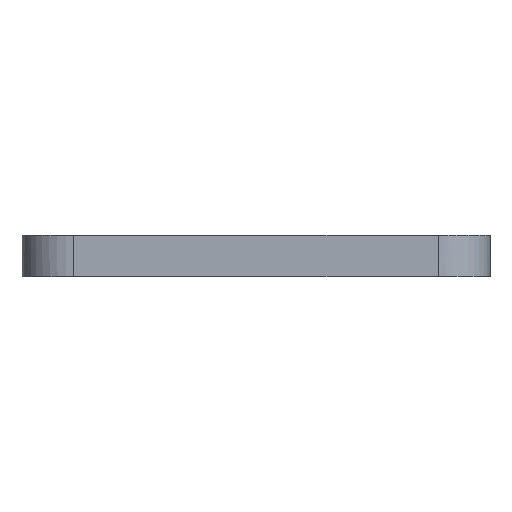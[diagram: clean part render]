
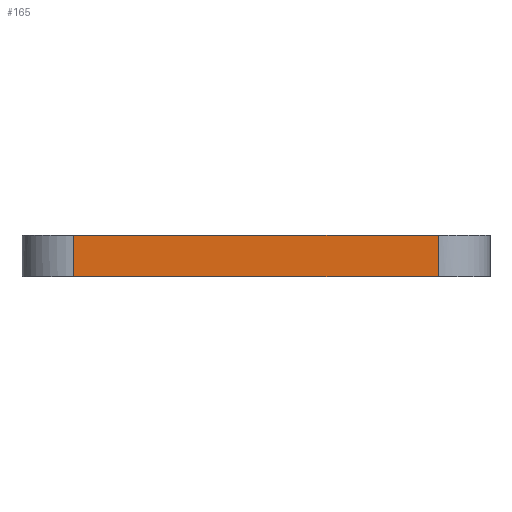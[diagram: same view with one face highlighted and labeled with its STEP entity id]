
A CAD part, front view. The second image highlights one B-rep face of the part: STEP entity #165.
In plain terms, the highlighted free-form (B-spline) face has degree [1, 1] with [2, 2] control points.
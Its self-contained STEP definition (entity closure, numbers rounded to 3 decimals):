
#25 = CARTESIAN_POINT ( 'NONE',  ( -35., -60., -8. ) ) ;
#41 = EDGE_CURVE ( 'NONE', #806, #421, #147, .T. ) ;
#52 = CARTESIAN_POINT ( 'NONE',  ( 35., -60., 0. ) ) ;
#85 = CARTESIAN_POINT ( 'NONE',  ( 35., -60., 0. ) ) ;
#98 = CARTESIAN_POINT ( 'NONE',  ( -35., -60., 0. ) ) ;
#147 = B_SPLINE_CURVE_WITH_KNOTS ( 'NONE', 1,
 ( #247, #182 ),
 .UNSPECIFIED., .F., .F.,
 ( 2, 2 ),
 ( 0., 1. ),
 .UNSPECIFIED. ) ;
#154 = EDGE_CURVE ( 'NONE', #569, #806, #410, .T. ) ;
#165 = ADVANCED_FACE ( 'NONE', ( #221 ), #723, .T. ) ;
#167 = CARTESIAN_POINT ( 'NONE',  ( 35., -60., 0. ) ) ;
#182 = CARTESIAN_POINT ( 'NONE',  ( -35., -60., -8. ) ) ;
#206 = CARTESIAN_POINT ( 'NONE',  ( -35., -60., 0. ) ) ;
#221 = FACE_OUTER_BOUND ( 'NONE', #676, .T. ) ;
#229 = EDGE_CURVE ( 'NONE', #795, #569, #867, .T. ) ;
#247 = CARTESIAN_POINT ( 'NONE',  ( -35., -60., 0. ) ) ;
#258 = ORIENTED_EDGE ( 'NONE', *, *, #229, .T. ) ;
#301 = CARTESIAN_POINT ( 'NONE',  ( -35., -60., 0. ) ) ;
#410 = B_SPLINE_CURVE_WITH_KNOTS ( 'NONE', 1,
 ( #167, #98 ),
 .UNSPECIFIED., .F., .F.,
 ( 2, 2 ),
 ( 0., 1. ),
 .UNSPECIFIED. ) ;
#411 = CARTESIAN_POINT ( 'NONE',  ( -35., -60., -8. ) ) ;
#421 = VERTEX_POINT ( 'NONE', #551 ) ;
#451 = EDGE_CURVE ( 'NONE', #795, #421, #855, .T. ) ;
#551 = CARTESIAN_POINT ( 'NONE',  ( -35., -60., -8. ) ) ;
#569 = VERTEX_POINT ( 'NONE', #606 ) ;
#571 = CARTESIAN_POINT ( 'NONE',  ( 35., -60., -8. ) ) ;
#588 = ORIENTED_EDGE ( 'NONE', *, *, #154, .T. ) ;
#606 = CARTESIAN_POINT ( 'NONE',  ( 35., -60., 0. ) ) ;
#631 = CARTESIAN_POINT ( 'NONE',  ( 35., -60., -8. ) ) ;
#662 = ORIENTED_EDGE ( 'NONE', *, *, #451, .F. ) ;
#663 = CARTESIAN_POINT ( 'NONE',  ( 35., -60., -8. ) ) ;
#676 = EDGE_LOOP ( 'NONE', ( #662, #258, #588, #688 ) ) ;
#688 = ORIENTED_EDGE ( 'NONE', *, *, #41, .T. ) ;
#723 = B_SPLINE_SURFACE_WITH_KNOTS ( 'NONE', 1, 1, ( 
 ( #301, #85 ),
 ( #25, #631 ) ),
 .UNSPECIFIED., .F., .F., .F.,
 ( 2, 2 ),
 ( 2, 2 ),
 ( 0., 1. ),
 ( 0., 1. ),
 .UNSPECIFIED. ) ;
#795 = VERTEX_POINT ( 'NONE', #663 ) ;
#806 = VERTEX_POINT ( 'NONE', #206 ) ;
#855 = B_SPLINE_CURVE_WITH_KNOTS ( 'NONE', 1,
 ( #875, #411 ),
 .UNSPECIFIED., .F., .F.,
 ( 2, 2 ),
 ( 0., 1. ),
 .UNSPECIFIED. ) ;
#867 = B_SPLINE_CURVE_WITH_KNOTS ( 'NONE', 1,
 ( #571, #52 ),
 .UNSPECIFIED., .F., .F.,
 ( 2, 2 ),
 ( 0., 1. ),
 .UNSPECIFIED. ) ;
#875 = CARTESIAN_POINT ( 'NONE',  ( 35., -60., -8. ) ) ;
